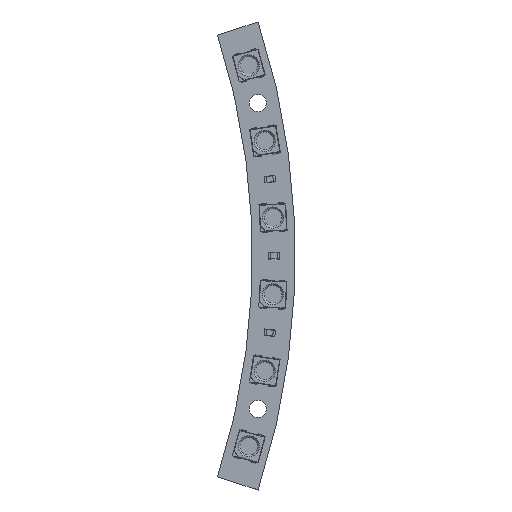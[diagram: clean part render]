
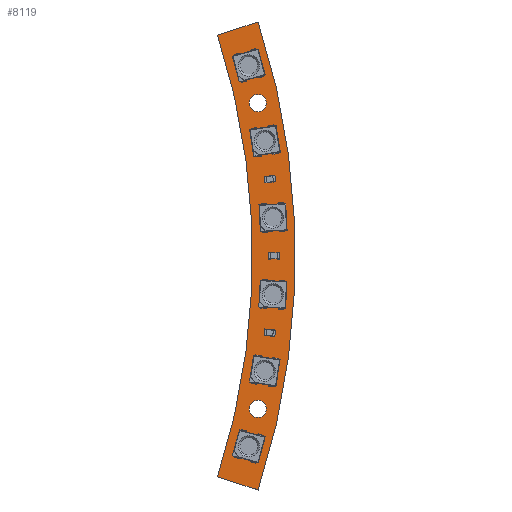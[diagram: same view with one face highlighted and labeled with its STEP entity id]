
A CAD part, top view. The second image highlights one B-rep face of the part: STEP entity #8119.
In plain terms, the highlighted planar face has unit normal (0, 0, 1).
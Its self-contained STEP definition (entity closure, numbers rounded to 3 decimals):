
#7742 = VERTEX_POINT('',#7743);
#7743 = CARTESIAN_POINT('',(101.776,-123.164,1.6));
#7750 = PLANE('',#7751);
#7751 = AXIS2_PLACEMENT_3D('',#7752,#7753,#7754);
#7752 = CARTESIAN_POINT('',(101.776,-123.164,0.));
#7753 = DIRECTION('',(-0.309,-0.951,0.));
#7754 = DIRECTION('',(-0.951,0.309,0.));
#7762 = CYLINDRICAL_SURFACE('',#7763,141.5);
#7763 = AXIS2_PLACEMENT_3D('',#7764,#7765,#7766);
#7764 = CARTESIAN_POINT('',(-32.798,-79.438,0.));
#7765 = DIRECTION('',(0.,0.,-1.));
#7766 = DIRECTION('',(1.,0.,0.));
#7774 = EDGE_CURVE('',#7742,#7775,#7777,.T.);
#7775 = VERTEX_POINT('',#7776);
#7776 = CARTESIAN_POINT('',(94.168,-120.692,1.6));
#7777 = SURFACE_CURVE('',#7778,(#7782,#7789),.PCURVE_S1.);
#7778 = LINE('',#7779,#7780);
#7779 = CARTESIAN_POINT('',(101.776,-123.164,1.6));
#7780 = VECTOR('',#7781,1.);
#7781 = DIRECTION('',(-0.951,0.309,0.));
#7782 = PCURVE('',#7750,#7783);
#7783 = DEFINITIONAL_REPRESENTATION('',(#7784),#7788);
#7784 = LINE('',#7785,#7786);
#7785 = CARTESIAN_POINT('',(0.,-1.6));
#7786 = VECTOR('',#7787,1.);
#7787 = DIRECTION('',(1.,0.));
#7788 = ( GEOMETRIC_REPRESENTATION_CONTEXT(2) 
PARAMETRIC_REPRESENTATION_CONTEXT() REPRESENTATION_CONTEXT('2D SPACE',''
  ) );
#7789 = PCURVE('',#7790,#7795);
#7790 = PLANE('',#7791);
#7791 = AXIS2_PLACEMENT_3D('',#7792,#7793,#7794);
#7792 = CARTESIAN_POINT('',(101.722,-79.438,1.6));
#7793 = DIRECTION('',(0.,0.,-1.));
#7794 = DIRECTION('',(-1.,0.,0.));
#7795 = DEFINITIONAL_REPRESENTATION('',(#7796),#7800);
#7796 = LINE('',#7797,#7798);
#7797 = CARTESIAN_POINT('',(-0.054,-43.726));
#7798 = VECTOR('',#7799,1.);
#7799 = DIRECTION('',(0.951,0.309));
#7800 = ( GEOMETRIC_REPRESENTATION_CONTEXT(2) 
PARAMETRIC_REPRESENTATION_CONTEXT() REPRESENTATION_CONTEXT('2D SPACE',''
  ) );
#7818 = CYLINDRICAL_SURFACE('',#7819,133.5);
#7819 = AXIS2_PLACEMENT_3D('',#7820,#7821,#7822);
#7820 = CARTESIAN_POINT('',(-32.798,-79.438,0.));
#7821 = DIRECTION('',(0.,0.,-1.));
#7822 = DIRECTION('',(1.,0.,0.));
#7860 = EDGE_CURVE('',#7742,#7861,#7863,.T.);
#7861 = VERTEX_POINT('',#7862);
#7862 = CARTESIAN_POINT('',(101.776,-35.712,1.6));
#7863 = SURFACE_CURVE('',#7864,(#7869,#7876),.PCURVE_S1.);
#7864 = CIRCLE('',#7865,141.5);
#7865 = AXIS2_PLACEMENT_3D('',#7866,#7867,#7868);
#7866 = CARTESIAN_POINT('',(-32.798,-79.438,1.6));
#7867 = DIRECTION('',(0.,0.,1.));
#7868 = DIRECTION('',(1.,0.,0.));
#7869 = PCURVE('',#7762,#7870);
#7870 = DEFINITIONAL_REPRESENTATION('',(#7871),#7875);
#7871 = LINE('',#7872,#7873);
#7872 = CARTESIAN_POINT('',(0.,-1.6));
#7873 = VECTOR('',#7874,1.);
#7874 = DIRECTION('',(-1.,0.));
#7875 = ( GEOMETRIC_REPRESENTATION_CONTEXT(2) 
PARAMETRIC_REPRESENTATION_CONTEXT() REPRESENTATION_CONTEXT('2D SPACE',''
  ) );
#7876 = PCURVE('',#7790,#7877);
#7877 = DEFINITIONAL_REPRESENTATION('',(#7878),#7886);
#7878 = ( BOUNDED_CURVE() B_SPLINE_CURVE(2,(#7879,#7880,#7881,#7882,
#7883,#7884,#7885),.UNSPECIFIED.,.F.,.F.) B_SPLINE_CURVE_WITH_KNOTS((1,2
    ,2,2,2,1),(-2.094,0.,2.094,4.189,
6.283,8.378),.UNSPECIFIED.) CURVE() 
GEOMETRIC_REPRESENTATION_ITEM() RATIONAL_B_SPLINE_CURVE((1.,0.5,1.,0.5,
1.,0.5,1.)) REPRESENTATION_ITEM('') );
#7879 = CARTESIAN_POINT('',(-6.979,0.));
#7880 = CARTESIAN_POINT('',(-6.979,245.085));
#7881 = CARTESIAN_POINT('',(205.271,122.543));
#7882 = CARTESIAN_POINT('',(417.521,0.));
#7883 = CARTESIAN_POINT('',(205.271,-122.543));
#7884 = CARTESIAN_POINT('',(-6.979,-245.085));
#7885 = CARTESIAN_POINT('',(-6.979,0.));
#7886 = ( GEOMETRIC_REPRESENTATION_CONTEXT(2) 
PARAMETRIC_REPRESENTATION_CONTEXT() REPRESENTATION_CONTEXT('2D SPACE',''
  ) );
#7904 = PLANE('',#7905);
#7905 = AXIS2_PLACEMENT_3D('',#7906,#7907,#7908);
#7906 = CARTESIAN_POINT('',(94.168,-38.184,0.));
#7907 = DIRECTION('',(-0.309,0.951,0.));
#7908 = DIRECTION('',(0.951,0.309,0.));
#7946 = EDGE_CURVE('',#7775,#7947,#7949,.T.);
#7947 = VERTEX_POINT('',#7948);
#7948 = CARTESIAN_POINT('',(94.168,-38.184,1.6));
#7949 = SURFACE_CURVE('',#7950,(#7955,#7962),.PCURVE_S1.);
#7950 = CIRCLE('',#7951,133.5);
#7951 = AXIS2_PLACEMENT_3D('',#7952,#7953,#7954);
#7952 = CARTESIAN_POINT('',(-32.798,-79.438,1.6));
#7953 = DIRECTION('',(0.,0.,1.));
#7954 = DIRECTION('',(1.,0.,0.));
#7955 = PCURVE('',#7818,#7956);
#7956 = DEFINITIONAL_REPRESENTATION('',(#7957),#7961);
#7957 = LINE('',#7958,#7959);
#7958 = CARTESIAN_POINT('',(0.,-1.6));
#7959 = VECTOR('',#7960,1.);
#7960 = DIRECTION('',(-1.,0.));
#7961 = ( GEOMETRIC_REPRESENTATION_CONTEXT(2) 
PARAMETRIC_REPRESENTATION_CONTEXT() REPRESENTATION_CONTEXT('2D SPACE',''
  ) );
#7962 = PCURVE('',#7790,#7963);
#7963 = DEFINITIONAL_REPRESENTATION('',(#7964),#7972);
#7964 = ( BOUNDED_CURVE() B_SPLINE_CURVE(2,(#7965,#7966,#7967,#7968,
#7969,#7970,#7971),.UNSPECIFIED.,.F.,.F.) B_SPLINE_CURVE_WITH_KNOTS((1,2
    ,2,2,2,1),(-2.094,0.,2.094,4.189,
6.283,8.378),.UNSPECIFIED.) CURVE() 
GEOMETRIC_REPRESENTATION_ITEM() RATIONAL_B_SPLINE_CURVE((1.,0.5,1.,0.5,
1.,0.5,1.)) REPRESENTATION_ITEM('') );
#7965 = CARTESIAN_POINT('',(1.021,0.));
#7966 = CARTESIAN_POINT('',(1.021,231.229));
#7967 = CARTESIAN_POINT('',(201.271,115.614));
#7968 = CARTESIAN_POINT('',(401.521,0.));
#7969 = CARTESIAN_POINT('',(201.271,-115.614));
#7970 = CARTESIAN_POINT('',(1.021,-231.229));
#7971 = CARTESIAN_POINT('',(1.021,0.));
#7972 = ( GEOMETRIC_REPRESENTATION_CONTEXT(2) 
PARAMETRIC_REPRESENTATION_CONTEXT() REPRESENTATION_CONTEXT('2D SPACE',''
  ) );
#8073 = CYLINDRICAL_SURFACE('',#8074,1.6);
#8074 = AXIS2_PLACEMENT_3D('',#8075,#8076,#8077);
#8075 = CARTESIAN_POINT('',(101.697,-50.85,-0.8));
#8076 = DIRECTION('',(0.,0.,1.));
#8077 = DIRECTION('',(1.,0.,0.));
#8108 = CYLINDRICAL_SURFACE('',#8109,1.6);
#8109 = AXIS2_PLACEMENT_3D('',#8110,#8111,#8112);
#8110 = CARTESIAN_POINT('',(101.697,-108.026,-0.8));
#8111 = DIRECTION('',(0.,0.,1.));
#8112 = DIRECTION('',(1.,0.,0.));
#8119 = ADVANCED_FACE('',(#8120,#8146,#8176),#7790,.F.);
#8120 = FACE_BOUND('',#8121,.F.);
#8121 = EDGE_LOOP('',(#8122,#8123,#8124,#8145));
#8122 = ORIENTED_EDGE('',*,*,#7774,.T.);
#8123 = ORIENTED_EDGE('',*,*,#7946,.T.);
#8124 = ORIENTED_EDGE('',*,*,#8125,.T.);
#8125 = EDGE_CURVE('',#7947,#7861,#8126,.T.);
#8126 = SURFACE_CURVE('',#8127,(#8131,#8138),.PCURVE_S1.);
#8127 = LINE('',#8128,#8129);
#8128 = CARTESIAN_POINT('',(94.168,-38.184,1.6));
#8129 = VECTOR('',#8130,1.);
#8130 = DIRECTION('',(0.951,0.309,0.));
#8131 = PCURVE('',#7790,#8132);
#8132 = DEFINITIONAL_REPRESENTATION('',(#8133),#8137);
#8133 = LINE('',#8134,#8135);
#8134 = CARTESIAN_POINT('',(7.555,41.254));
#8135 = VECTOR('',#8136,1.);
#8136 = DIRECTION('',(-0.951,0.309));
#8137 = ( GEOMETRIC_REPRESENTATION_CONTEXT(2) 
PARAMETRIC_REPRESENTATION_CONTEXT() REPRESENTATION_CONTEXT('2D SPACE',''
  ) );
#8138 = PCURVE('',#7904,#8139);
#8139 = DEFINITIONAL_REPRESENTATION('',(#8140),#8144);
#8140 = LINE('',#8141,#8142);
#8141 = CARTESIAN_POINT('',(0.,-1.6));
#8142 = VECTOR('',#8143,1.);
#8143 = DIRECTION('',(1.,0.));
#8144 = ( GEOMETRIC_REPRESENTATION_CONTEXT(2) 
PARAMETRIC_REPRESENTATION_CONTEXT() REPRESENTATION_CONTEXT('2D SPACE',''
  ) );
#8145 = ORIENTED_EDGE('',*,*,#7860,.F.);
#8146 = FACE_BOUND('',#8147,.F.);
#8147 = EDGE_LOOP('',(#8148));
#8148 = ORIENTED_EDGE('',*,*,#8149,.T.);
#8149 = EDGE_CURVE('',#8150,#8150,#8152,.T.);
#8150 = VERTEX_POINT('',#8151);
#8151 = CARTESIAN_POINT('',(103.297,-50.85,1.6));
#8152 = SURFACE_CURVE('',#8153,(#8158,#8169),.PCURVE_S1.);
#8153 = CIRCLE('',#8154,1.6);
#8154 = AXIS2_PLACEMENT_3D('',#8155,#8156,#8157);
#8155 = CARTESIAN_POINT('',(101.697,-50.85,1.6));
#8156 = DIRECTION('',(0.,0.,1.));
#8157 = DIRECTION('',(1.,0.,0.));
#8158 = PCURVE('',#7790,#8159);
#8159 = DEFINITIONAL_REPRESENTATION('',(#8160),#8168);
#8160 = ( BOUNDED_CURVE() B_SPLINE_CURVE(2,(#8161,#8162,#8163,#8164,
#8165,#8166,#8167),.UNSPECIFIED.,.F.,.F.) B_SPLINE_CURVE_WITH_KNOTS((1,2
    ,2,2,2,1),(-2.094,0.,2.094,4.189,
6.283,8.378),.UNSPECIFIED.) CURVE() 
GEOMETRIC_REPRESENTATION_ITEM() RATIONAL_B_SPLINE_CURVE((1.,0.5,1.,0.5,
1.,0.5,1.)) REPRESENTATION_ITEM('') );
#8161 = CARTESIAN_POINT('',(-1.575,28.588));
#8162 = CARTESIAN_POINT('',(-1.575,31.359));
#8163 = CARTESIAN_POINT('',(0.825,29.973));
#8164 = CARTESIAN_POINT('',(3.225,28.588));
#8165 = CARTESIAN_POINT('',(0.825,27.202));
#8166 = CARTESIAN_POINT('',(-1.575,25.817));
#8167 = CARTESIAN_POINT('',(-1.575,28.588));
#8168 = ( GEOMETRIC_REPRESENTATION_CONTEXT(2) 
PARAMETRIC_REPRESENTATION_CONTEXT() REPRESENTATION_CONTEXT('2D SPACE',''
  ) );
#8169 = PCURVE('',#8073,#8170);
#8170 = DEFINITIONAL_REPRESENTATION('',(#8171),#8175);
#8171 = LINE('',#8172,#8173);
#8172 = CARTESIAN_POINT('',(0.,2.4));
#8173 = VECTOR('',#8174,1.);
#8174 = DIRECTION('',(1.,0.));
#8175 = ( GEOMETRIC_REPRESENTATION_CONTEXT(2) 
PARAMETRIC_REPRESENTATION_CONTEXT() REPRESENTATION_CONTEXT('2D SPACE',''
  ) );
#8176 = FACE_BOUND('',#8177,.F.);
#8177 = EDGE_LOOP('',(#8178));
#8178 = ORIENTED_EDGE('',*,*,#8179,.T.);
#8179 = EDGE_CURVE('',#8180,#8180,#8182,.T.);
#8180 = VERTEX_POINT('',#8181);
#8181 = CARTESIAN_POINT('',(103.297,-108.026,1.6));
#8182 = SURFACE_CURVE('',#8183,(#8188,#8199),.PCURVE_S1.);
#8183 = CIRCLE('',#8184,1.6);
#8184 = AXIS2_PLACEMENT_3D('',#8185,#8186,#8187);
#8185 = CARTESIAN_POINT('',(101.697,-108.026,1.6));
#8186 = DIRECTION('',(0.,0.,1.));
#8187 = DIRECTION('',(1.,0.,0.));
#8188 = PCURVE('',#7790,#8189);
#8189 = DEFINITIONAL_REPRESENTATION('',(#8190),#8198);
#8190 = ( BOUNDED_CURVE() B_SPLINE_CURVE(2,(#8191,#8192,#8193,#8194,
#8195,#8196,#8197),.UNSPECIFIED.,.F.,.F.) B_SPLINE_CURVE_WITH_KNOTS((1,2
    ,2,2,2,1),(-2.094,0.,2.094,4.189,
6.283,8.378),.UNSPECIFIED.) CURVE() 
GEOMETRIC_REPRESENTATION_ITEM() RATIONAL_B_SPLINE_CURVE((1.,0.5,1.,0.5,
1.,0.5,1.)) REPRESENTATION_ITEM('') );
#8191 = CARTESIAN_POINT('',(-1.575,-28.588));
#8192 = CARTESIAN_POINT('',(-1.575,-25.817));
#8193 = CARTESIAN_POINT('',(0.825,-27.202));
#8194 = CARTESIAN_POINT('',(3.225,-28.588));
#8195 = CARTESIAN_POINT('',(0.825,-29.973));
#8196 = CARTESIAN_POINT('',(-1.575,-31.359));
#8197 = CARTESIAN_POINT('',(-1.575,-28.588));
#8198 = ( GEOMETRIC_REPRESENTATION_CONTEXT(2) 
PARAMETRIC_REPRESENTATION_CONTEXT() REPRESENTATION_CONTEXT('2D SPACE',''
  ) );
#8199 = PCURVE('',#8108,#8200);
#8200 = DEFINITIONAL_REPRESENTATION('',(#8201),#8205);
#8201 = LINE('',#8202,#8203);
#8202 = CARTESIAN_POINT('',(0.,2.4));
#8203 = VECTOR('',#8204,1.);
#8204 = DIRECTION('',(1.,0.));
#8205 = ( GEOMETRIC_REPRESENTATION_CONTEXT(2) 
PARAMETRIC_REPRESENTATION_CONTEXT() REPRESENTATION_CONTEXT('2D SPACE',''
  ) );
